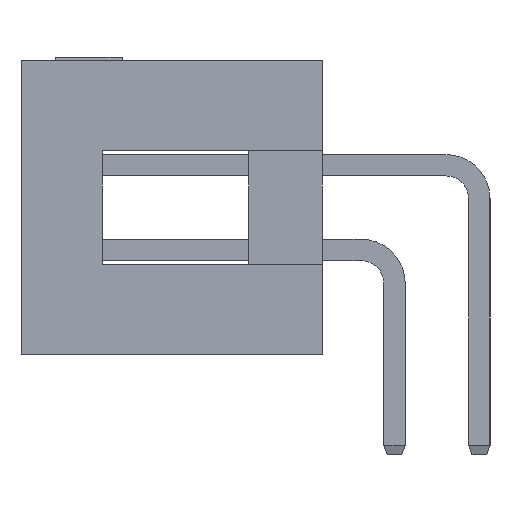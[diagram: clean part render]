
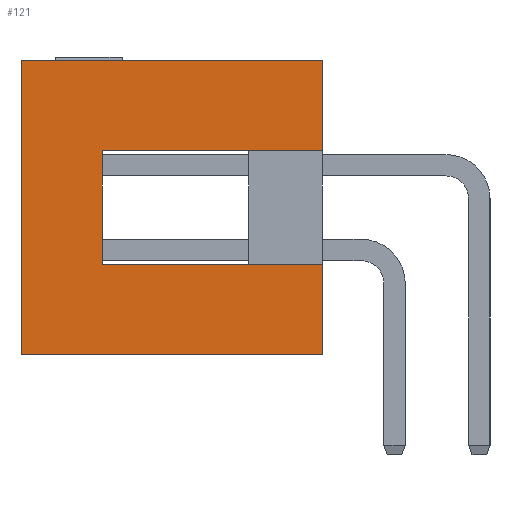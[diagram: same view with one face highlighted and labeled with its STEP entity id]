
A CAD part, left-side view. The second image highlights one B-rep face of the part: STEP entity #121.
In plain terms, the highlighted planar face has unit normal (-1, 0, 0).
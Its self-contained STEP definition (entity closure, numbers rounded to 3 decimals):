
#121=ADVANCED_FACE('',(#5581),#5583,.T.);
#5581=FACE_BOUND('',#5582,.T.);
#5582=EDGE_LOOP('',(#9938,#9939,#9940,#9941,#9942,#9943,#9944,#9945));
#5583=PLANE('',#5584);
#5584=AXIS2_PLACEMENT_3D('',#5585,#5586,#5587);
#5585=CARTESIAN_POINT('',(-5.17,0.,0.));
#5586=DIRECTION('',(-1.,0.,0.));
#5587=DIRECTION('',(0.,0.,1.));
#9938=ORIENTED_EDGE('',*,*,#12836,.T.);
#9939=ORIENTED_EDGE('',*,*,#12837,.T.);
#9940=ORIENTED_EDGE('',*,*,#12805,.T.);
#9941=ORIENTED_EDGE('',*,*,#12835,.T.);
#9942=ORIENTED_EDGE('',*,*,#12838,.T.);
#9943=ORIENTED_EDGE('',*,*,#12839,.T.);
#9944=ORIENTED_EDGE('',*,*,#12840,.T.);
#9945=ORIENTED_EDGE('',*,*,#12841,.T.);
#12805=EDGE_CURVE('',#14264,#14262,#14265,.T.);
#12835=EDGE_CURVE('',#14262,#14315,#14317,.T.);
#12836=EDGE_CURVE('',#14318,#14319,#14320,.F.);
#12837=EDGE_CURVE('',#14319,#14264,#14321,.T.);
#12838=EDGE_CURVE('',#14315,#14322,#14323,.T.);
#12839=EDGE_CURVE('',#14322,#14324,#14325,.T.);
#12840=EDGE_CURVE('',#14324,#14326,#14327,.F.);
#12841=EDGE_CURVE('',#14326,#14318,#14328,.F.);
#14262=VERTEX_POINT('',#16619);
#14264=VERTEX_POINT('',#16623);
#14265=LINE('',#16624,#16625);
#14315=VERTEX_POINT('',#16732);
#14317=LINE('',#16736,#16737);
#14318=VERTEX_POINT('',#16739);
#14319=VERTEX_POINT('',#16740);
#14320=LINE('',#16741,#16742);
#14321=LINE('',#16744,#16745);
#14322=VERTEX_POINT('',#16747);
#14323=LINE('',#16748,#16749);
#14324=VERTEX_POINT('',#16751);
#14325=LINE('',#16752,#16753);
#14326=VERTEX_POINT('',#16755);
#14327=LINE('',#16756,#16757);
#14328=LINE('',#16759,#16760);
#16619=CARTESIAN_POINT('',(-5.17,13.7,8.8));
#16623=CARTESIAN_POINT('',(-5.17,4.7,8.8));
#16624=CARTESIAN_POINT('',(-5.17,4.7,8.8));
#16625=VECTOR('',#16626,1.);
#16626=DIRECTION('',(0.,1.,0.));
#16732=CARTESIAN_POINT('',(-5.17,13.7,0.));
#16736=CARTESIAN_POINT('',(-5.17,13.7,8.8));
#16737=VECTOR('',#16738,1.);
#16738=DIRECTION('',(0.,0.,-1.));
#16739=CARTESIAN_POINT('',(-5.17,11.3,6.1));
#16740=CARTESIAN_POINT('',(-5.17,4.7,6.1));
#16741=CARTESIAN_POINT('',(-5.17,4.7,6.1));
#16742=VECTOR('',#16743,1.);
#16743=DIRECTION('',(0.,1.,0.));
#16744=CARTESIAN_POINT('',(-5.17,4.7,6.1));
#16745=VECTOR('',#16746,1.);
#16746=DIRECTION('',(0.,0.,1.));
#16747=CARTESIAN_POINT('',(-5.17,4.7,0.));
#16748=CARTESIAN_POINT('',(-5.17,13.7,0.));
#16749=VECTOR('',#16750,1.);
#16750=DIRECTION('',(0.,-1.,0.));
#16751=CARTESIAN_POINT('',(-5.17,4.7,2.7));
#16752=CARTESIAN_POINT('',(-5.17,4.7,0.));
#16753=VECTOR('',#16754,1.);
#16754=DIRECTION('',(0.,0.,1.));
#16755=CARTESIAN_POINT('',(-5.17,11.3,2.7));
#16756=CARTESIAN_POINT('',(-5.17,11.3,2.7));
#16757=VECTOR('',#16758,1.);
#16758=DIRECTION('',(0.,-1.,0.));
#16759=CARTESIAN_POINT('',(-5.17,11.3,6.1));
#16760=VECTOR('',#16761,1.);
#16761=DIRECTION('',(0.,0.,-1.));
